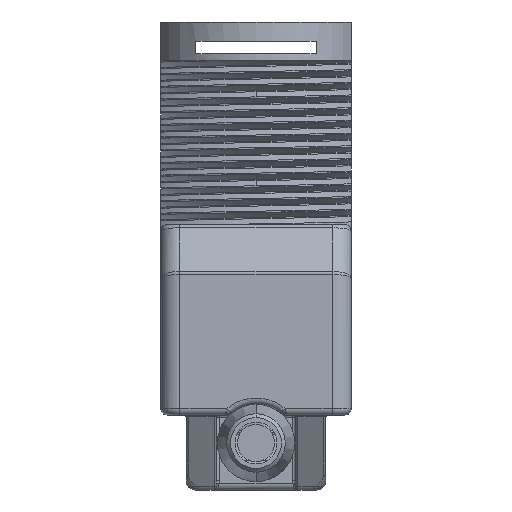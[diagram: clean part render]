
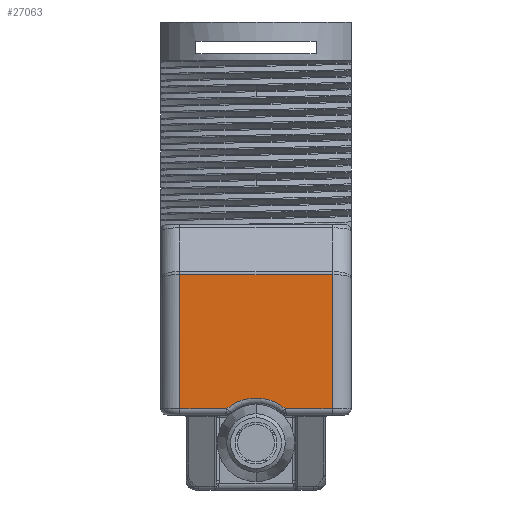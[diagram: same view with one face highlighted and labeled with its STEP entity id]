
A CAD part, front view. The second image highlights one B-rep face of the part: STEP entity #27063.
In plain terms, the highlighted planar face has unit normal (0, -1, 0).
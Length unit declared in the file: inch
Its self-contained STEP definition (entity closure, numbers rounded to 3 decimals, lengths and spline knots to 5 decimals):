
#6207=CARTESIAN_POINT('',(0.,-0.67913,-0.37402));
#6208=DIRECTION('',(0.,1.,0.));
#6209=DIRECTION('',(-0.649,0.,0.761));
#6210=AXIS2_PLACEMENT_3D('',#6207,#6208,#6209);
#6212=CARTESIAN_POINT('',(0.09074,-0.67913,
-0.26772));
#6246=DIRECTION('',(-1.,0.,0.));
#6247=VECTOR('',#6246,0.14548);
#6248=CARTESIAN_POINT('',(0.23622,-0.67913,
-0.26772));
#6249=LINE('',#6248,#6247);
#6263=DIRECTION('',(0.,0.,1.));
#6264=VECTOR('',#6263,0.41599);
#6265=CARTESIAN_POINT('',(0.23622,-0.67913,
-0.26772));
#6266=LINE('',#6265,#6264);
#7361=DIRECTION('',(0.,0.,-1.));
#7362=VECTOR('',#7361,0.41599);
#7363=CARTESIAN_POINT('',(-0.23622,-0.67913,
0.14827));
#7364=LINE('',#7363,#7362);
#8604=DIRECTION('',(-1.,0.,0.));
#8605=VECTOR('',#8604,0.14548);
#8606=CARTESIAN_POINT('',(-0.09074,-0.67913,
-0.26772));
#8607=LINE('',#8606,#8605);
#8623=CARTESIAN_POINT('',(-0.09074,-0.67913,
-0.26772));
#8647=CARTESIAN_POINT('',(-0.23622,-0.67913,
0.14827));
#15390=DIRECTION('',(-1.,0.,0.));
#15391=VECTOR('',#15390,0.47244);
#15392=CARTESIAN_POINT('',(0.23622,-0.67913,
0.14827));
#15393=LINE('',#15392,#15391);
#15700=VERTEX_POINT('',#8647);
#15703=CARTESIAN_POINT('',(0.23622,-0.67913,
0.14827));
#15704=VERTEX_POINT('',#15703);
#17905=CARTESIAN_POINT('',(0.23622,-0.67913,
-0.26772));
#17906=VERTEX_POINT('',#17905);
#17923=CARTESIAN_POINT('',(-0.23622,-0.67913,
-0.26772));
#17924=VERTEX_POINT('',#17923);
#17932=VERTEX_POINT('',#6212);
#17934=VERTEX_POINT('',#8623);
#27046=CARTESIAN_POINT('',(0.29528,-0.67913,0.));
#27047=DIRECTION('',(0.,-1.,0.));
#27048=DIRECTION('',(0.,0.,1.));
#27049=AXIS2_PLACEMENT_3D('',#27046,#27047,#27048);
#27050=PLANE('',#27049);
#27052=ORIENTED_EDGE('',*,*,#27051,.F.);
#27053=ORIENTED_EDGE('',*,*,#27038,.T.);
#27054=ORIENTED_EDGE('',*,*,#26979,.F.);
#27056=ORIENTED_EDGE('',*,*,#27055,.T.);
#27058=ORIENTED_EDGE('',*,*,#27057,.F.);
#27060=ORIENTED_EDGE('',*,*,#27059,.F.);
#27061=EDGE_LOOP('',(#27052,#27053,#27054,#27056,#27058,#27060));
#27062=FACE_OUTER_BOUND('',#27061,.F.);
#27063=ADVANCED_FACE('',(#27062),#27050,.T.);
#6211=CIRCLE('',#6210,0.13976);
#26979=EDGE_CURVE('',#17934,#17932,#6211,.T.);
#27038=EDGE_CURVE('',#17906,#17932,#6249,.T.);
#27051=EDGE_CURVE('',#17906,#15704,#6266,.T.);
#27055=EDGE_CURVE('',#17934,#17924,#8607,.T.);
#27057=EDGE_CURVE('',#15700,#17924,#7364,.T.);
#27059=EDGE_CURVE('',#15704,#15700,#15393,.T.);
